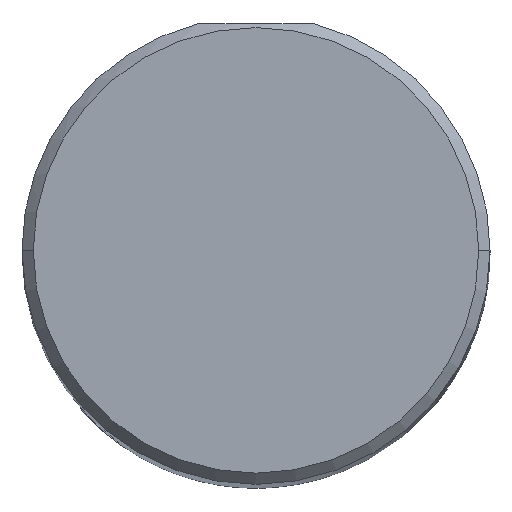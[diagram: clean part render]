
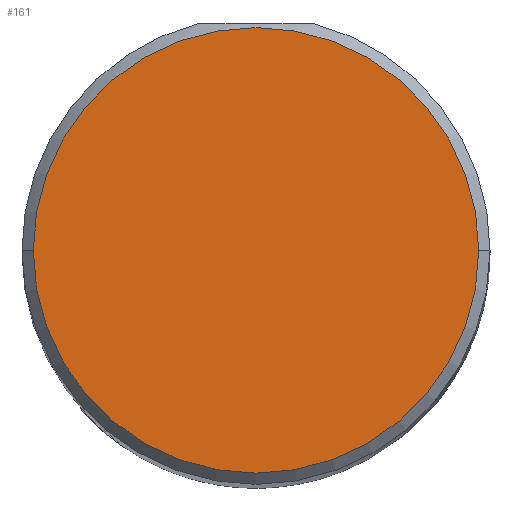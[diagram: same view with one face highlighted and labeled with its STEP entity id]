
A CAD part, top view. The second image highlights one B-rep face of the part: STEP entity #161.
In plain terms, the highlighted planar face has unit normal (0, 0, 1).
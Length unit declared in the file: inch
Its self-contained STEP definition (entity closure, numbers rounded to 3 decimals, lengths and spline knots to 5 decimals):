
#122 = CARTESIAN_POINT ( 'NONE',  ( 0., 0., 3.5 ) ) ;
#138 = ORIENTED_EDGE ( 'NONE', *, *, #222, .T. ) ;
#147 = CARTESIAN_POINT ( 'NONE',  ( 0., 0., 3.5 ) ) ;
#159 = AXIS2_PLACEMENT_3D ( 'NONE', #147, #268, #210 ) ;
#161 = ADVANCED_FACE ( 'NONE', ( #587 ), #576, .T. ) ;
#175 = ORIENTED_EDGE ( 'NONE', *, *, #454, .T. ) ;
#200 = CARTESIAN_POINT ( 'NONE',  ( 0.2975, 0., 3.5 ) ) ;
#204 = DIRECTION ( 'NONE',  ( 0., 0., 1. ) ) ;
#207 = VERTEX_POINT ( 'NONE', #200 ) ;
#210 = DIRECTION ( 'NONE',  ( 1., 0., 0. ) ) ;
#222 = EDGE_CURVE ( 'NONE', #570, #207, #609, .T. ) ;
#268 = DIRECTION ( 'NONE',  ( 0., 0., 1. ) ) ;
#298 = DIRECTION ( 'NONE',  ( 0., 0., 1. ) ) ;
#355 = CIRCLE ( 'NONE', #701, 0.2975 ) ;
#454 = EDGE_CURVE ( 'NONE', #207, #570, #355, .T. ) ;
#462 = AXIS2_PLACEMENT_3D ( 'NONE', #517, #298, #520 ) ;
#466 = EDGE_LOOP ( 'NONE', ( #138, #175 ) ) ;
#517 = CARTESIAN_POINT ( 'NONE',  ( 0., 0., 3.5 ) ) ;
#520 = DIRECTION ( 'NONE',  ( 1., 0., 0. ) ) ;
#524 = DIRECTION ( 'NONE',  ( 1., 0., 0. ) ) ;
#545 = CARTESIAN_POINT ( 'NONE',  ( -0.2975, 0., 3.5 ) ) ;
#570 = VERTEX_POINT ( 'NONE', #545 ) ;
#576 = PLANE ( 'NONE',  #462 ) ;
#587 = FACE_OUTER_BOUND ( 'NONE', #466, .T. ) ;
#609 = CIRCLE ( 'NONE', #159, 0.2975 ) ;
#701 = AXIS2_PLACEMENT_3D ( 'NONE', #122, #204, #524 ) ;
